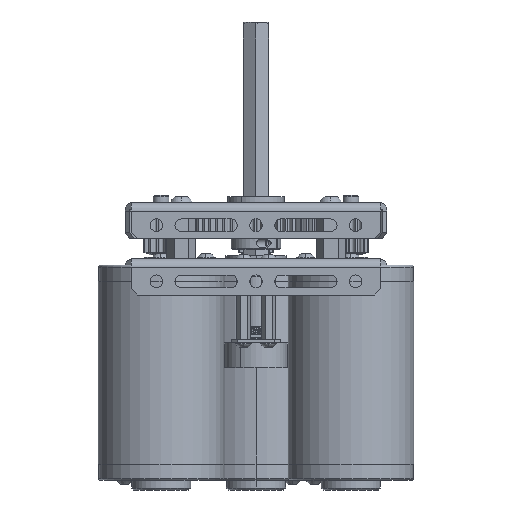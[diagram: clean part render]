
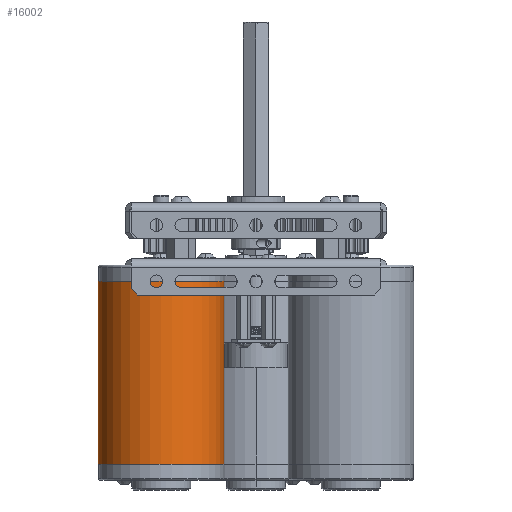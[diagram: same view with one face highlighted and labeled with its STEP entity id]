
A CAD part, front view. The second image highlights one B-rep face of the part: STEP entity #16002.
In plain terms, the highlighted cylindrical face has radius 32.004 mm (diameter 64.008 mm), a partial arc.
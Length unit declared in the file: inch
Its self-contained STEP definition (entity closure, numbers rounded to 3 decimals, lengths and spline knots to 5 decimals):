
#702 = EDGE_CURVE ( 'NONE', #30369, #1641, #21349, .T. ) ;
#1641 = VERTEX_POINT ( 'NONE', #36356 ) ;
#2408 = ORIENTED_EDGE ( 'NONE', *, *, #30801, .T. ) ;
#3428 = DIRECTION ( 'NONE',  ( 0., 0., -1. ) ) ;
#4031 = DIRECTION ( 'NONE',  ( 1., 0., 0. ) ) ;
#4378 = DIRECTION ( 'NONE',  ( 1., 0., 0. ) ) ;
#7910 = CARTESIAN_POINT ( 'NONE',  ( 0.324, 0., 1.26 ) ) ;
#8968 = DIRECTION ( 'NONE',  ( 1., 0., 0. ) ) ;
#11226 = EDGE_CURVE ( 'NONE', #17198, #30369, #22918, .T. ) ;
#11800 = CARTESIAN_POINT ( 'NONE',  ( 0., 0., -1.26 ) ) ;
#14201 = CYLINDRICAL_SURFACE ( 'NONE', #31558, 1.26 ) ;
#15957 = CIRCLE ( 'NONE', #18466, 1.26 ) ;
#16002 = ADVANCED_FACE ( 'NONE', ( #29546 ), #14201, .T. ) ;
#17029 = AXIS2_PLACEMENT_3D ( 'NONE', #46166, #30164, #22584 ) ;
#17181 = EDGE_LOOP ( 'NONE', ( #27455, #32031, #2408, #31607 ) ) ;
#17198 = VERTEX_POINT ( 'NONE', #7910 ) ;
#18466 = AXIS2_PLACEMENT_3D ( 'NONE', #23918, #4378, #35995 ) ;
#20104 = CARTESIAN_POINT ( 'NONE',  ( 0.324, 0., -1.26 ) ) ;
#21349 = CIRCLE ( 'NONE', #17029, 1.26 ) ;
#21658 = VECTOR ( 'NONE', #8968, 39.37008 ) ;
#21733 = VECTOR ( 'NONE', #4031, 39.37008 ) ;
#22584 = DIRECTION ( 'NONE',  ( 0., 0., -1. ) ) ;
#22767 = DIRECTION ( 'NONE',  ( 1., 0., 0. ) ) ;
#22918 = LINE ( 'NONE', #32484, #21658 ) ;
#23918 = CARTESIAN_POINT ( 'NONE',  ( 0.324, 0., 0. ) ) ;
#24502 = EDGE_CURVE ( 'NONE', #17198, #37059, #15957, .T. ) ;
#27455 = ORIENTED_EDGE ( 'NONE', *, *, #11226, .F. ) ;
#29546 = FACE_OUTER_BOUND ( 'NONE', #17181, .T. ) ;
#30164 = DIRECTION ( 'NONE',  ( 1., 0., 0. ) ) ;
#30369 = VERTEX_POINT ( 'NONE', #44859 ) ;
#30801 = EDGE_CURVE ( 'NONE', #37059, #1641, #42732, .T. ) ;
#31558 = AXIS2_PLACEMENT_3D ( 'NONE', #46362, #22767, #3428 ) ;
#31607 = ORIENTED_EDGE ( 'NONE', *, *, #702, .F. ) ;
#32031 = ORIENTED_EDGE ( 'NONE', *, *, #24502, .T. ) ;
#32484 = CARTESIAN_POINT ( 'NONE',  ( 0., 0., 1.26 ) ) ;
#35995 = DIRECTION ( 'NONE',  ( 0., 0., -1. ) ) ;
#36356 = CARTESIAN_POINT ( 'NONE',  ( 3.99096, 0., -1.26 ) ) ;
#37059 = VERTEX_POINT ( 'NONE', #20104 ) ;
#42732 = LINE ( 'NONE', #11800, #21733 ) ;
#44859 = CARTESIAN_POINT ( 'NONE',  ( 3.99096, 0., 1.26 ) ) ;
#46166 = CARTESIAN_POINT ( 'NONE',  ( 3.99096, 0., 0. ) ) ;
#46362 = CARTESIAN_POINT ( 'NONE',  ( 0., 0., 0. ) ) ;
